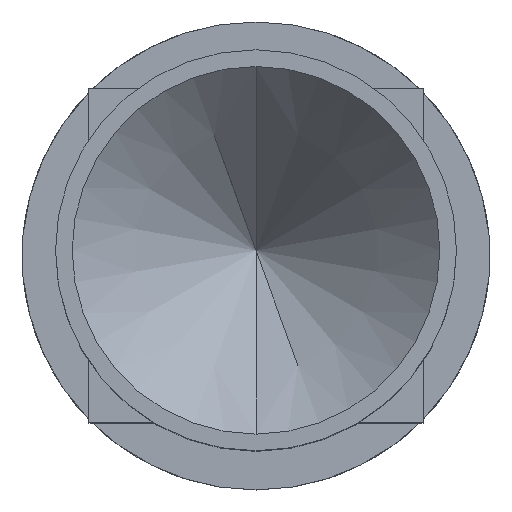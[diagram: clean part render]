
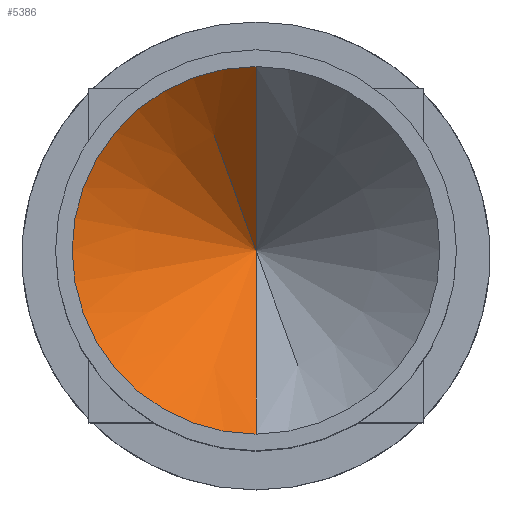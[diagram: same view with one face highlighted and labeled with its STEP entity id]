
A CAD part, top view. The second image highlights one B-rep face of the part: STEP entity #5386.
In plain terms, the highlighted conical face has half-angle 45 degrees and reference radius 0.55 mm.
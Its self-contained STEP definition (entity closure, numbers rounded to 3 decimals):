
#150 = VERTEX_POINT ( 'NONE', #3757 ) ;
#162 = VERTEX_POINT ( 'NONE', #1875 ) ;
#165 = VERTEX_POINT ( 'NONE', #1878 ) ;
#485 = LINE ( 'NONE', #6714, #489 ) ;
#486 = LINE ( 'NONE', #6715, #491 ) ;
#488 = CIRCLE ( 'NONE', #3935, 0.55 ) ;
#489 = VECTOR ( 'NONE', #6720, 1000. ) ;
#491 = VECTOR ( 'NONE', #6722, 1000. ) ;
#1368 = DIRECTION ( 'NONE',  ( 0., -1., 0. ) ) ;
#1373 = DIRECTION ( 'NONE',  ( 0., 0., 1. ) ) ;
#1375 = CARTESIAN_POINT ( 'NONE',  ( 0., 0., 8.1 ) ) ;
#1774 = ORIENTED_EDGE ( 'NONE', *, *, #6970, .F. ) ;
#1775 = ORIENTED_EDGE ( 'NONE', *, *, #6971, .T. ) ;
#1776 = ORIENTED_EDGE ( 'NONE', *, *, #6972, .T. ) ;
#1875 = CARTESIAN_POINT ( 'NONE',  ( 0., -0.55, 8.1 ) ) ;
#1878 = CARTESIAN_POINT ( 'NONE',  ( 0., 0.55, 8.1 ) ) ;
#2316 = EDGE_LOOP ( 'NONE', ( #1774, #1775, #1776 ) ) ;
#3757 = CARTESIAN_POINT ( 'NONE',  ( 0., 0., 7.55 ) ) ;
#3869 = AXIS2_PLACEMENT_3D ( 'NONE', #1375, #1373, #1368 ) ;
#3935 = AXIS2_PLACEMENT_3D ( 'NONE', #6724, #6725, #6726 ) ;
#5089 = FACE_OUTER_BOUND ( 'NONE', #2316, .T. ) ;
#5095 = CONICAL_SURFACE ( 'NONE', #3869, 0.55, 0.785 ) ;
#5386 = ADVANCED_FACE ( 'NONE', ( #5089 ), #5095, .F. ) ;
#6714 = CARTESIAN_POINT ( 'NONE',  ( 0., -0.55, 8.1 ) ) ;
#6715 = CARTESIAN_POINT ( 'NONE',  ( 0., 0.55, 8.1 ) ) ;
#6720 = DIRECTION ( 'NONE',  ( 0., -0.707, 0.707 ) ) ;
#6722 = DIRECTION ( 'NONE',  ( 0., 0.707, 0.707 ) ) ;
#6724 = CARTESIAN_POINT ( 'NONE',  ( 0., 0., 8.1 ) ) ;
#6725 = DIRECTION ( 'NONE',  ( 0., 0., 1. ) ) ;
#6726 = DIRECTION ( 'NONE',  ( 0., -1., 0. ) ) ;
#6970 = EDGE_CURVE ( 'NONE', #150, #162, #485, .T. ) ;
#6971 = EDGE_CURVE ( 'NONE', #150, #165, #486, .T. ) ;
#6972 = EDGE_CURVE ( 'NONE', #165, #162, #488, .T. ) ;
